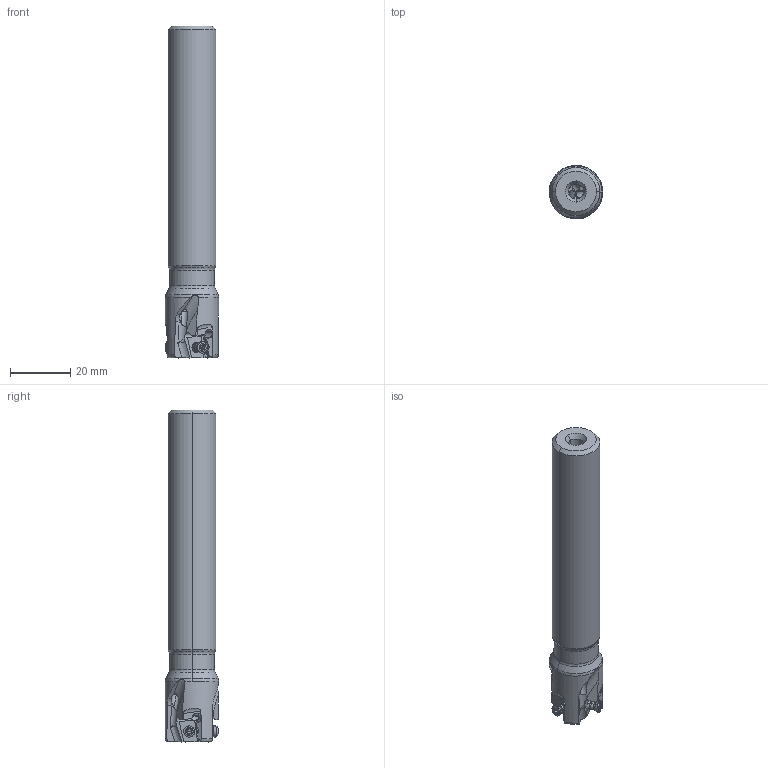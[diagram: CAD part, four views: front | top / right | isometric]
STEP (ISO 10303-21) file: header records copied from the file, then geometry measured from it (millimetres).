
FILE_DESCRIPTION(/* description */ (''),/* implementation_level */ '2;1');
FILE_NAME(/* name */ 'VPX200UR1203SA10S.stp',/* time_stamp */ '2021-09-08T11:38:49+09:00',/* author */ (''),/* organization */ (''),/* preprocessor_version */ 'ST-DEVELOPER v16',/* originating_system */ 'SIEMENS PLM Software NX 10.0',/* authorisation */ '');
FILE_SCHEMA (('AUTOMOTIVE_DESIGN { 1 0 10303 214 3 1 1 1 }'));
Length unit declared in the file: millimetre
Products named in the file (1): VPX200UR1203SA10S_ASM_ASM
Bounding box: 17.65 x 17.64 x 109.92 mm (x, y, z)
Volume: 19447.8 mm3; surface area: 8106.5 mm2
Topology: 4 solids, 4 shells, 319 faces, 891 edges, 576 vertices
Faces by surface type: cylinder 135, plane 87, cone 42, torus 28, extrusion 12, bspline 9, sphere 6
Entity records: 14232 total; most frequent: CARTESIAN_POINT 6097, ORIENTED_EDGE 1754, DIRECTION 1610, EDGE_CURVE 877, AXIS2_PLACEMENT_3D 646, VERTEX_POINT 570, EDGE_LOOP 339, ADVANCED_FACE 319
